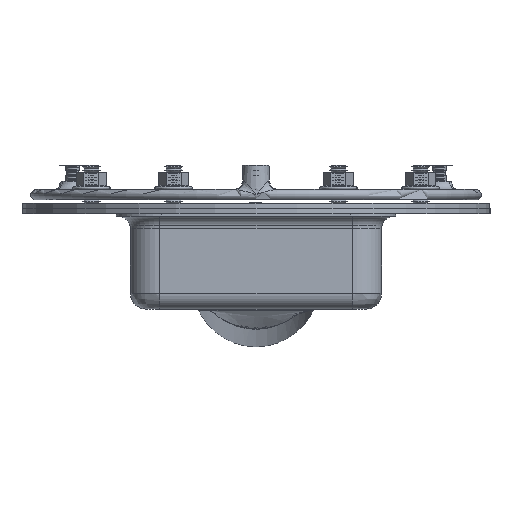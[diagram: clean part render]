
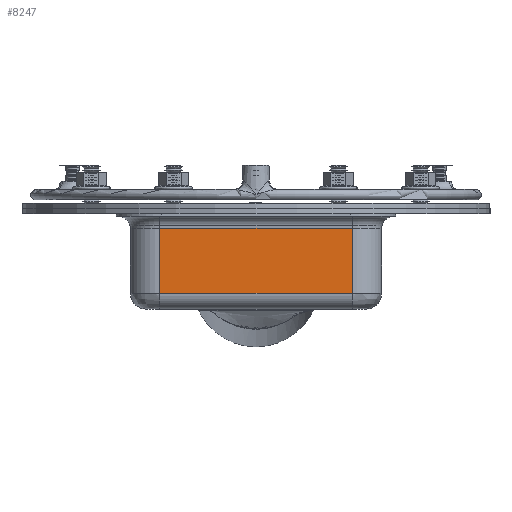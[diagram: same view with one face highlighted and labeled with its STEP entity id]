
A CAD part, left-side view. The second image highlights one B-rep face of the part: STEP entity #8247.
In plain terms, the highlighted planar face has unit normal (-1, 0, 0).
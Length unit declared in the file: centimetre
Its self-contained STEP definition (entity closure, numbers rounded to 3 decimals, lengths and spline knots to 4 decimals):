
#394=PLANE('',#8880);
#630=FACE_OUTER_BOUND('',#1214,.T.);
#1214=EDGE_LOOP('',(#5568,#5569,#5570,#5571));
#1896=LINE('',#13065,#2384);
#1898=LINE('',#13074,#2386);
#1899=LINE('',#13075,#2387);
#1900=LINE('',#13076,#2388);
#2384=VECTOR('',#10147,1.);
#2386=VECTOR('',#10155,1.);
#2387=VECTOR('',#10156,1.);
#2388=VECTOR('',#10157,1.);
#3468=VERTEX_POINT('',#13063);
#3469=VERTEX_POINT('',#13064);
#3472=VERTEX_POINT('',#13072);
#3473=VERTEX_POINT('',#13073);
#4236=EDGE_CURVE('',#3468,#3469,#1896,.T.);
#4240=EDGE_CURVE('',#3472,#3473,#1898,.T.);
#4241=EDGE_CURVE('',#3473,#3468,#1899,.T.);
#4242=EDGE_CURVE('',#3472,#3469,#1900,.T.);
#5568=ORIENTED_EDGE('',*,*,#4240,.T.);
#5569=ORIENTED_EDGE('',*,*,#4241,.T.);
#5570=ORIENTED_EDGE('',*,*,#4236,.T.);
#5571=ORIENTED_EDGE('',*,*,#4242,.F.);
#8247=ADVANCED_FACE('',(#630),#394,.T.);
#8880=AXIS2_PLACEMENT_3D('',#13071,#10153,#10154);
#10147=DIRECTION('',(0.,1.,0.));
#10153=DIRECTION('center_axis',(-1.,0.,0.));
#10154=DIRECTION('ref_axis',(0.,0.,
1.));
#10155=DIRECTION('',(0.,-1.,0.));
#10156=DIRECTION('',(0.,0.,1.));
#10157=DIRECTION('',(0.,0.,1.));
#13063=CARTESIAN_POINT('',(256.209,274.0937,-8.5));
#13064=CARTESIAN_POINT('',(256.209,385.0937,-8.5));
#13065=CARTESIAN_POINT('',(256.209,329.5937,-8.5));
#13071=CARTESIAN_POINT('Origin',(256.209,329.5937,-10.5083));
#13072=CARTESIAN_POINT('',(256.209,385.0937,-46.));
#13073=CARTESIAN_POINT('',(256.209,274.0937,-46.));
#13074=CARTESIAN_POINT('',(256.209,311.0937,-46.));
#13075=CARTESIAN_POINT('',(256.209,274.0937,-55.));
#13076=CARTESIAN_POINT('',(256.209,385.0937,-55.));
